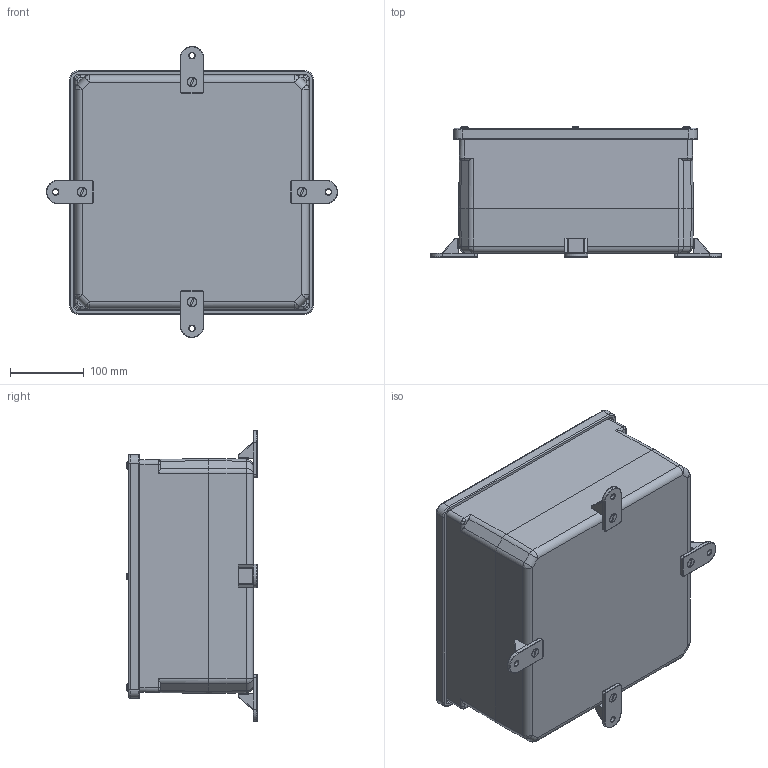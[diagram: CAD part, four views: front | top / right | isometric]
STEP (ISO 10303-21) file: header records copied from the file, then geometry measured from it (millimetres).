
FILE_DESCRIPTION (( 'STEP AP214' ), '1' );
FILE_NAME ('J12126PVC.STEP', '2019-07-09T21:59:02', ( '' ), ( '' ), 'SwSTEP 2.0', 'SolidWorks 2018', '' );
FILE_SCHEMA (( 'AUTOMOTIVE_DESIGN' ));
Length unit declared in the file: inch
Products named in the file (1): J12126PVC
Bounding box: 393.45 x 175.84 x 393.45 mm (x, y, z)
Volume: 2876140.1 mm3; surface area: 923874.7 mm2
Topology: 35 solids, 35 shells, 1505 faces, 3352 edges, 1964 vertices
Faces by surface type: plane 717, cylinder 528, bspline 228, cone 32
Full cylindrical faces by diameter (mm): 3.302 x8, 4.5 x8, 4.762 x2, 4.763 x6, 4.826 x4, 5.08 x16, 5.588 x4, 5.7 x4, 6.731 x4, 6.794 x6, 6.795 x2, 7 x8, 7.937 x4, 7.938 x4, 8.255 x8, 8.89 x4, 9 x8, 9.425 x4, 9.779 x4, 11.684 x8, 12.509 x2, 12.51 x2, 12.573 x4, 12.7 x4
Entity records: 65922 total; most frequent: CARTESIAN_POINT 34826, ORIENTED_EDGE 6240, DIRECTION 6028, EDGE_CURVE 3120, AXIS2_PLACEMENT_3D 2206, VERTEX_POINT 1920, EDGE_LOOP 1822, FACE_OUTER_BOUND 1657
